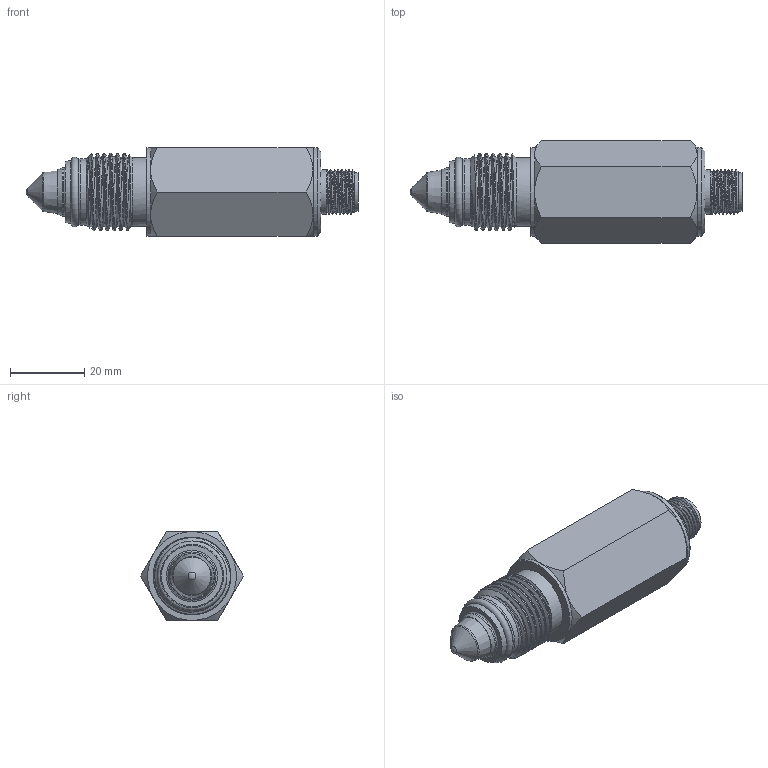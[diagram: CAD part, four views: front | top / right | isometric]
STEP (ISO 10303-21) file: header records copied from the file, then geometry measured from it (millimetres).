
FILE_DESCRIPTION(/* description */ (''),/* implementation_level */ '2;1');
FILE_NAME(/* name */ 'POS 187 4XX.stp',/* time_stamp */ '2018-01-19T11:42:37+01:00',/* author */ ('Vyvoj'),/* organization */ (''),/* preprocessor_version */ 'ST-DEVELOPER v15.2',/* originating_system */ 'Autodesk Inventor LT ',/* authorisation */ '');
FILE_SCHEMA (('AUTOMOTIVE_DESIGN { 1 0 10303 214 3 1 1 }'));
Length unit declared in the file: millimetre
Products named in the file (1): POS 187 4XX
Bounding box: 89.62 x 27.71 x 24 mm (x, y, z)
Volume: 30604 mm3; surface area: 8471.3 mm2
Topology: 1 solids, 2 shells, 74 faces, 167 edges, 106 vertices
Faces by surface type: cylinder 20, plane 20, cone 18, bspline 8, sphere 5, torus 3
Full cylindrical faces by diameter (mm): 1 x4, 8.4 x1, 10.4 x1, 12 x8, 13 x1, 13.4 x1, 18 x1, 18.63 x1, 24 x2
Entity records: 6275 total; most frequent: CARTESIAN_POINT 5032, DIRECTION 231, ORIENTED_EDGE 196, EDGE_LOOP 114, AXIS2_PLACEMENT_3D 110, EDGE_CURVE 98, VERTEX_POINT 80, ADVANCED_FACE 67
